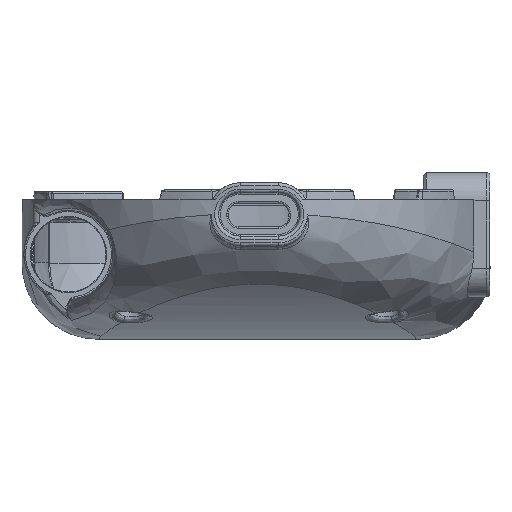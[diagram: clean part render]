
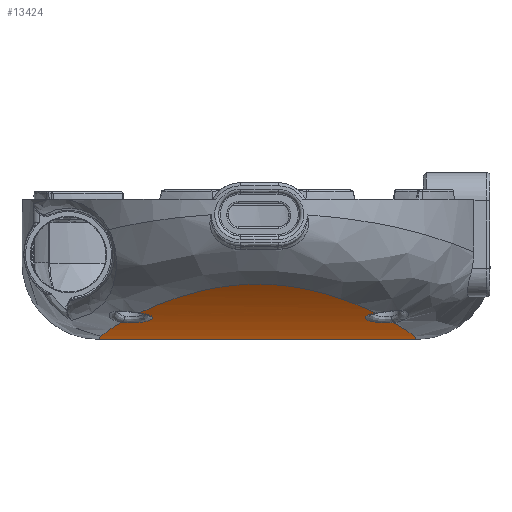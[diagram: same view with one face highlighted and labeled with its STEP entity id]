
A CAD part, front view. The second image highlights one B-rep face of the part: STEP entity #13424.
In plain terms, the highlighted cylindrical face has radius 120.488 mm (diameter 240.976 mm), a partial arc.
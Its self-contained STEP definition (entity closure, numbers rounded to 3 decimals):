
#575=CYLINDRICAL_SURFACE('',#14471,120.488);
#1319=FACE_OUTER_BOUND('',#2186,.T.);
#2186=EDGE_LOOP('',(#9829,#9830,#9831,#9832,#9833,#9834));
#3021=LINE('',#27217,#3561);
#3561=VECTOR('',#16265,10.);
#4233=B_SPLINE_CURVE_WITH_KNOTS('',3,(#27026,#27027,#27028,#27029,#27030,
#27031,#27032,#27033,#27034,#27035,#27036,#27037,#27038,#27039,#27040,#27041,
#27042,#27043,#27044,#27045,#27046,#27047,#27048,#27049,#27050,#27051,#27052,
#27053,#27054,#27055,#27056,#27057,#27058,#27059,#27060,#27061,#27062,#27063,
#27064,#27065,#27066,#27067,#27068),.UNSPECIFIED.,.F.,.F.,(4,3,3,3,3,3,
3,3,3,3,3,3,3,3,4),(-1.084,-0.929,-0.806,
-0.774,-0.666,-0.53,-0.469,
-0.464,-0.406,-0.348,-0.228,
-0.161,-0.155,-0.055,0.),
 .UNSPECIFIED.);
#4238=B_SPLINE_CURVE_WITH_KNOTS('',3,(#27211,#27212,#27213,#27214,#27215),
 .UNSPECIFIED.,.F.,.F.,(4,1,4),(3.505,4.916,5.471),
 .UNSPECIFIED.);
#4239=B_SPLINE_CURVE_WITH_KNOTS('',3,(#27219,#27220,#27221,#27222,#27223,
#27224),.UNSPECIFIED.,.F.,.F.,(4,1,1,4),(11.43,11.617,
11.969,13.38),.UNSPECIFIED.);
#4240=B_SPLINE_CURVE_WITH_KNOTS('',3,(#27226,#27227,#27228,#27229,#27230,
#27231,#27232),.UNSPECIFIED.,.F.,.F.,(4,1,1,1,4),(-1.007,-0.719,
-0.432,-0.144,0.),
 .UNSPECIFIED.);
#4241=B_SPLINE_CURVE_WITH_KNOTS('',3,(#27233,#27234,#27235,#27236,#27237,
#27238,#27239,#27240,#27241,#27242,#27243,#27244),.UNSPECIFIED.,.F.,.F.,
(4,1,1,1,1,1,1,1,1,4),(6.096,6.327,7.032,
7.737,8.208,8.678,9.148,9.618,
10.559,10.805),.UNSPECIFIED.);
#5818=VERTEX_POINT('',#27023);
#5819=VERTEX_POINT('',#27025);
#5822=VERTEX_POINT('',#27210);
#5823=VERTEX_POINT('',#27216);
#5824=VERTEX_POINT('',#27218);
#5825=VERTEX_POINT('',#27225);
#7313=EDGE_CURVE('',#5818,#5819,#4233,.T.);
#7319=EDGE_CURVE('',#5822,#5818,#4238,.T.);
#7320=EDGE_CURVE('',#5823,#5822,#3021,.T.);
#7321=EDGE_CURVE('',#5824,#5823,#4239,.T.);
#7322=EDGE_CURVE('',#5825,#5824,#4240,.T.);
#7323=EDGE_CURVE('',#5819,#5825,#4241,.T.);
#9829=ORIENTED_EDGE('',*,*,#7313,.F.);
#9830=ORIENTED_EDGE('',*,*,#7319,.F.);
#9831=ORIENTED_EDGE('',*,*,#7320,.F.);
#9832=ORIENTED_EDGE('',*,*,#7321,.F.);
#9833=ORIENTED_EDGE('',*,*,#7322,.F.);
#9834=ORIENTED_EDGE('',*,*,#7323,.F.);
#13424=ADVANCED_FACE('',(#1319),#575,.T.);
#14471=AXIS2_PLACEMENT_3D('',#27209,#16263,#16264);
#16263=DIRECTION('center_axis',(1.,0.,0.));
#16264=DIRECTION('ref_axis',(0.,0.437,0.9));
#16265=DIRECTION('',(-1.,0.,0.));
#27023=CARTESIAN_POINT('',(-21.334,-21.097,2.684));
#27025=CARTESIAN_POINT('',(-18.515,-27.107,4.159));
#27026=CARTESIAN_POINT('Ctrl Pts',(-21.334,-21.097,
2.684));
#27027=CARTESIAN_POINT('Ctrl Pts',(-20.881,-20.854,
2.631));
#27028=CARTESIAN_POINT('Ctrl Pts',(-20.37,-20.72,
2.603));
#27029=CARTESIAN_POINT('Ctrl Pts',(-19.853,-20.708,
2.6));
#27030=CARTESIAN_POINT('Ctrl Pts',(-19.443,-20.699,2.598));
#27031=CARTESIAN_POINT('Ctrl Pts',(-19.029,-20.768,
2.613));
#27032=CARTESIAN_POINT('Ctrl Pts',(-18.644,-20.909,
2.643));
#27033=CARTESIAN_POINT('Ctrl Pts',(-18.545,-20.945,
2.651));
#27034=CARTESIAN_POINT('Ctrl Pts',(-18.448,-20.987,
2.66));
#27035=CARTESIAN_POINT('Ctrl Pts',(-18.353,-21.033,
2.67));
#27036=CARTESIAN_POINT('Ctrl Pts',(-18.032,-21.189,
2.704));
#27037=CARTESIAN_POINT('Ctrl Pts',(-17.74,-21.399,
2.751));
#27038=CARTESIAN_POINT('Ctrl Pts',(-17.487,-21.65,
2.806));
#27039=CARTESIAN_POINT('Ctrl Pts',(-17.167,-21.966,
2.877));
#27040=CARTESIAN_POINT('Ctrl Pts',(-16.91,-22.346,
2.963));
#27041=CARTESIAN_POINT('Ctrl Pts',(-16.736,-22.758,
3.059));
#27042=CARTESIAN_POINT('Ctrl Pts',(-16.657,-22.944,
3.102));
#27043=CARTESIAN_POINT('Ctrl Pts',(-16.596,-23.136,
3.147));
#27044=CARTESIAN_POINT('Ctrl Pts',(-16.553,-23.332,
3.194));
#27045=CARTESIAN_POINT('Ctrl Pts',(-16.55,-23.346,3.197));
#27046=CARTESIAN_POINT('Ctrl Pts',(-16.547,-23.359,
3.201));
#27047=CARTESIAN_POINT('Ctrl Pts',(-16.545,-23.373,
3.204));
#27048=CARTESIAN_POINT('Ctrl Pts',(-16.507,-23.559,
3.248));
#27049=CARTESIAN_POINT('Ctrl Pts',(-16.486,-23.748,
3.294));
#27050=CARTESIAN_POINT('Ctrl Pts',(-16.481,-23.938,
3.341));
#27051=CARTESIAN_POINT('Ctrl Pts',(-16.477,-24.127,3.387));
#27052=CARTESIAN_POINT('Ctrl Pts',(-16.489,-24.317,
3.434));
#27053=CARTESIAN_POINT('Ctrl Pts',(-16.516,-24.504,
3.48));
#27054=CARTESIAN_POINT('Ctrl Pts',(-16.573,-24.894,
3.578));
#27055=CARTESIAN_POINT('Ctrl Pts',(-16.697,-25.275,
3.674));
#27056=CARTESIAN_POINT('Ctrl Pts',(-16.883,-25.623,
3.764));
#27057=CARTESIAN_POINT('Ctrl Pts',(-16.985,-25.815,
3.814));
#27058=CARTESIAN_POINT('Ctrl Pts',(-17.106,-25.997,3.861));
#27059=CARTESIAN_POINT('Ctrl Pts',(-17.244,-26.165,
3.906));
#27060=CARTESIAN_POINT('Ctrl Pts',(-17.258,-26.181,
3.91));
#27061=CARTESIAN_POINT('Ctrl Pts',(-17.271,-26.197,
3.914));
#27062=CARTESIAN_POINT('Ctrl Pts',(-17.285,-26.213,
3.918));
#27063=CARTESIAN_POINT('Ctrl Pts',(-17.497,-26.461,
3.984));
#27064=CARTESIAN_POINT('Ctrl Pts',(-17.749,-26.677,
4.042));
#27065=CARTESIAN_POINT('Ctrl Pts',(-18.027,-26.853,
4.09));
#27066=CARTESIAN_POINT('Ctrl Pts',(-18.182,-26.95,
4.116));
#27067=CARTESIAN_POINT('Ctrl Pts',(-18.345,-27.036,
4.139));
#27068=CARTESIAN_POINT('Ctrl Pts',(-18.515,-27.107,4.159));
#27209=CARTESIAN_POINT('Origin',(0.,4.6,120.4));
#27210=CARTESIAN_POINT('',(-24.998,0.,0.));
#27211=CARTESIAN_POINT('Ctrl Pts',(-24.998,0.,
0.));
#27212=CARTESIAN_POINT('Ctrl Pts',(-25.041,-5.218,
0.199));
#27213=CARTESIAN_POINT('Ctrl Pts',(-24.188,-12.48,
0.964));
#27214=CARTESIAN_POINT('Ctrl Pts',(-22.045,-19.246,2.28));
#27215=CARTESIAN_POINT('Ctrl Pts',(-21.334,-21.097,
2.684));
#27216=CARTESIAN_POINT('',(24.998,0.,0.));
#27217=CARTESIAN_POINT('',(0.,0.,0.));
#27218=CARTESIAN_POINT('',(21.392,-20.946,2.651));
#27219=CARTESIAN_POINT('Ctrl Pts',(21.392,-20.946,2.652));
#27220=CARTESIAN_POINT('Ctrl Pts',(21.63,-20.321,2.516));
#27221=CARTESIAN_POINT('Ctrl Pts',(22.28,-18.497,2.135));
#27222=CARTESIAN_POINT('Ctrl Pts',(24.277,-11.733,0.885));
#27223=CARTESIAN_POINT('Ctrl Pts',(25.041,-5.218,0.199));
#27224=CARTESIAN_POINT('Ctrl Pts',(24.998,0.,
0.));
#27225=CARTESIAN_POINT('',(18.598,-26.958,4.118));
#27226=CARTESIAN_POINT('Ctrl Pts',(18.598,-26.958,4.118));
#27227=CARTESIAN_POINT('Ctrl Pts',(17.767,-26.494,3.992));
#27228=CARTESIAN_POINT('Ctrl Pts',(16.567,-24.833,3.548));
#27229=CARTESIAN_POINT('Ctrl Pts',(17.195,-21.814,2.834));
#27230=CARTESIAN_POINT('Ctrl Pts',(19.483,-20.531,2.563));
#27231=CARTESIAN_POINT('Ctrl Pts',(20.946,-20.771,2.614));
#27232=CARTESIAN_POINT('Ctrl Pts',(21.392,-20.946,2.651));
#27233=CARTESIAN_POINT('Ctrl Pts',(-18.515,-27.107,
4.159));
#27234=CARTESIAN_POINT('Ctrl Pts',(-18.116,-27.812,
4.351));
#27235=CARTESIAN_POINT('Ctrl Pts',(-16.417,-30.611,
5.142));
#27236=CARTESIAN_POINT('Ctrl Pts',(-12.861,-35.047,
6.58));
#27237=CARTESIAN_POINT('Ctrl Pts',(-7.671,-38.84,
8.005));
#27238=CARTESIAN_POINT('Ctrl Pts',(-2.38,-40.551,
8.692));
#27239=CARTESIAN_POINT('Ctrl Pts',(2.38,-40.55,8.691));
#27240=CARTESIAN_POINT('Ctrl Pts',(6.912,-39.09,8.105));
#27241=CARTESIAN_POINT('Ctrl Pts',(12.284,-35.646,6.799));
#27242=CARTESIAN_POINT('Ctrl Pts',(16.027,-31.269,5.324));
#27243=CARTESIAN_POINT('Ctrl Pts',(18.174,-27.714,4.323));
#27244=CARTESIAN_POINT('Ctrl Pts',(18.598,-26.958,4.118));
